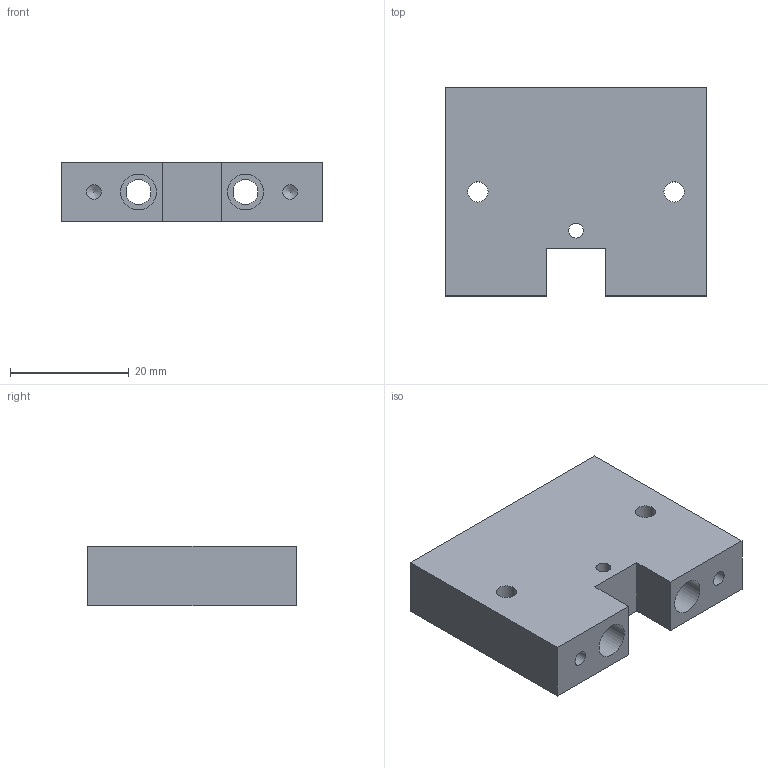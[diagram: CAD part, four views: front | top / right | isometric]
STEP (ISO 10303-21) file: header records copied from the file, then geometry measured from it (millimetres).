
FILE_DESCRIPTION(('STEP AP203'),'1');
FILE_NAME('Hotend_support.step','2024-01-04T20:05:48',(' '),(' '),'Spatial InterOp 3D',' ',' ');
FILE_SCHEMA(('CONFIG_CONTROL_DESIGN'));
Length unit declared in the file: millimetre
Products named in the file (1): 1
Bounding box: 44 x 35 x 10 mm (x, y, z)
Volume: 12906.6 mm3; surface area: 6154.3 mm2
Topology: 1 solids, 1 shells, 34 faces, 81 edges, 53 vertices
Faces by surface type: cylinder 15, plane 14, cone 5
Full cylindrical faces by diameter (mm): 2.5 x7, 3.4 x2, 4.2 x2, 5 x2, 6 x2
Entity records: 894 total; most frequent: DIRECTION 152, CARTESIAN_POINT 136, ORIENTED_EDGE 106, EDGE_LOOP 68, AXIS2_PLACEMENT_3D 64, EDGE_CURVE 53, FACE_OUTER_BOUND 49, VERTEX_POINT 48
